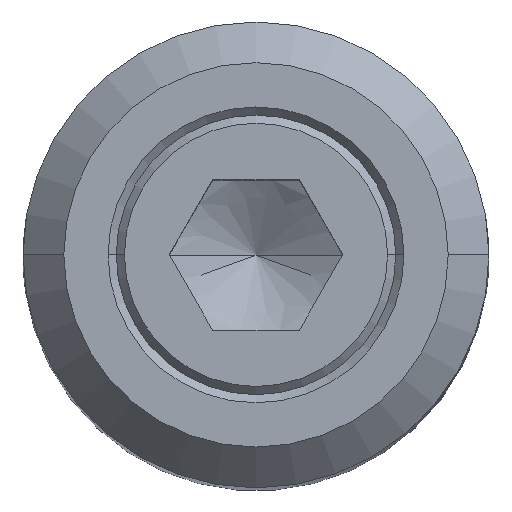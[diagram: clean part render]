
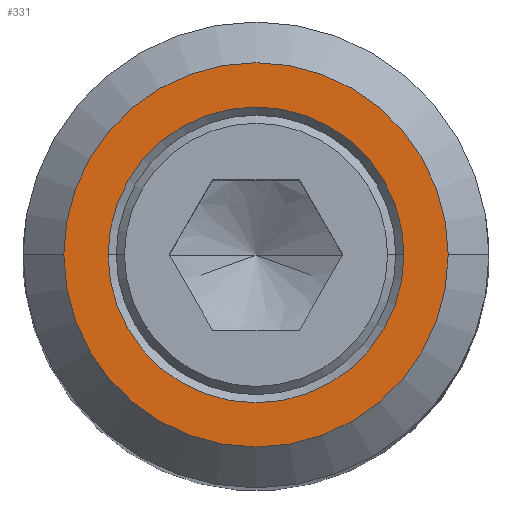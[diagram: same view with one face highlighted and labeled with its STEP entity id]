
A CAD part, top view. The second image highlights one B-rep face of the part: STEP entity #331.
In plain terms, the highlighted planar face has unit normal (0, 0, 1).
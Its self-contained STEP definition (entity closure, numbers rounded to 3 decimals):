
#331=ADVANCED_FACE('',(#761,#762),#763,.T.);
#377=VERTEX_POINT('',#814);
#383=VERTEX_POINT('',#820);
#387=EDGE_CURVE('',#383,#377,#824,.T.);
#391=VERTEX_POINT('',#828);
#399=VERTEX_POINT('',#836);
#403=EDGE_CURVE('',#391,#399,#840,.T.);
#585=EDGE_CURVE('',#399,#391,#1022,.T.);
#587=EDGE_CURVE('',#377,#383,#1024,.T.);
#761=FACE_OUTER_BOUND('',#1207,.T.);
#762=FACE_BOUND('',#1208,.T.);
#763=PLANE('',#1209);
#814=CARTESIAN_POINT('',(-1.27,0.,16.5));
#820=CARTESIAN_POINT('',(1.27,0.,16.5));
#824=CIRCLE('',#1316,1.27);
#828=CARTESIAN_POINT('',(-1.65,0.,16.5));
#836=CARTESIAN_POINT('',(1.65,0.,16.5));
#840=CIRCLE('',#1338,1.65);
#1022=CIRCLE('',#1706,1.65);
#1024=CIRCLE('',#1709,1.27);
#1207=EDGE_LOOP('',(#2042,#2043));
#1208=EDGE_LOOP('',(#2044,#2045));
#1209=AXIS2_PLACEMENT_3D('',#2046,#2047,#2048);
#1316=AXIS2_PLACEMENT_3D('',#2101,#2102,#2103);
#1338=AXIS2_PLACEMENT_3D('',#2109,#2110,#2111);
#1706=AXIS2_PLACEMENT_3D('',#2187,#2188,#2189);
#1709=AXIS2_PLACEMENT_3D('',#2190,#2191,#2192);
#2042=ORIENTED_EDGE('',*,*,#403,.T.);
#2043=ORIENTED_EDGE('',*,*,#585,.T.);
#2044=ORIENTED_EDGE('',*,*,#587,.F.);
#2045=ORIENTED_EDGE('',*,*,#387,.F.);
#2046=CARTESIAN_POINT('',(-1.46,0.,16.5));
#2047=DIRECTION('',(0.,0.,1.0));
#2048=DIRECTION('',(1.0,0.,0.0));
#2101=CARTESIAN_POINT('',(0.,0.,16.5));
#2102=DIRECTION('',(0.,0.,1.0));
#2103=DIRECTION('',(-1.0,0.,0.));
#2109=CARTESIAN_POINT('',(0.,0.,16.5));
#2110=DIRECTION('',(0.,0.,1.0));
#2111=DIRECTION('',(-1.0,0.,0.));
#2187=CARTESIAN_POINT('',(0.,0.,16.5));
#2188=DIRECTION('',(0.,0.,1.0));
#2189=DIRECTION('',(-1.0,0.,0.));
#2190=CARTESIAN_POINT('',(0.,0.,16.5));
#2191=DIRECTION('',(0.,0.,1.0));
#2192=DIRECTION('',(-1.0,0.,0.));
